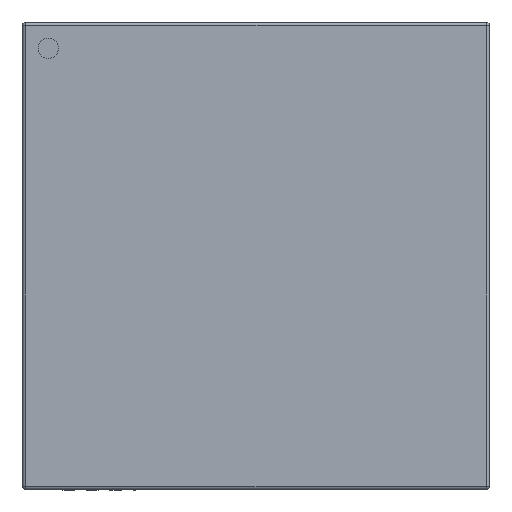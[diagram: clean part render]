
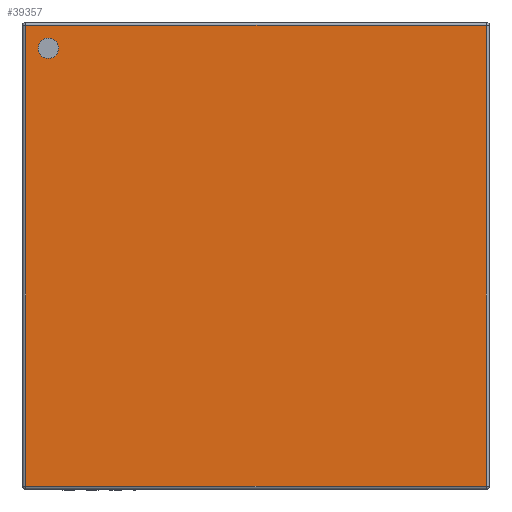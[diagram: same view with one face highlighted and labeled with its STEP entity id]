
A CAD part, top view. The second image highlights one B-rep face of the part: STEP entity #39357.
In plain terms, the highlighted planar face has unit normal (0, 0, 1).
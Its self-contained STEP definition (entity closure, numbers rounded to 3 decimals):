
#8622 = CYLINDRICAL_SURFACE('',#8623,0.05);
#8623 = AXIS2_PLACEMENT_3D('',#8624,#8625,#8626);
#8624 = CARTESIAN_POINT('',(-3.99,3.94,0.83));
#8625 = DIRECTION('',(1.,0.,0.));
#8626 = DIRECTION('',(0.,1.,0.));
#33639 = VERTEX_POINT('',#33640);
#33640 = CARTESIAN_POINT('',(-3.94,3.94,0.88));
#33662 = EDGE_CURVE('',#33639,#33663,#33665,.T.);
#33663 = VERTEX_POINT('',#33664);
#33664 = CARTESIAN_POINT('',(3.94,3.94,0.88));
#33665 = SURFACE_CURVE('',#33666,(#33670,#33677),.PCURVE_S1.);
#33666 = LINE('',#33667,#33668);
#33667 = CARTESIAN_POINT('',(-3.99,3.94,0.88));
#33668 = VECTOR('',#33669,1.);
#33669 = DIRECTION('',(1.,0.,0.));
#33670 = PCURVE('',#8622,#33671);
#33671 = DEFINITIONAL_REPRESENTATION('',(#33672),#33676);
#33672 = LINE('',#33673,#33674);
#33673 = CARTESIAN_POINT('',(1.571,0.));
#33674 = VECTOR('',#33675,1.);
#33675 = DIRECTION('',(0.,1.));
#33676 = ( GEOMETRIC_REPRESENTATION_CONTEXT(2) 
PARAMETRIC_REPRESENTATION_CONTEXT() REPRESENTATION_CONTEXT('2D SPACE',''
  ) );
#33677 = PCURVE('',#33678,#33683);
#33678 = PLANE('',#33679);
#33679 = AXIS2_PLACEMENT_3D('',#33680,#33681,#33682);
#33680 = CARTESIAN_POINT('',(-3.99,-3.99,0.88));
#33681 = DIRECTION('',(0.,0.,1.));
#33682 = DIRECTION('',(1.,0.,0.));
#33683 = DEFINITIONAL_REPRESENTATION('',(#33684),#33688);
#33684 = LINE('',#33685,#33686);
#33685 = CARTESIAN_POINT('',(0.,7.93));
#33686 = VECTOR('',#33687,1.);
#33687 = DIRECTION('',(1.,0.));
#33688 = ( GEOMETRIC_REPRESENTATION_CONTEXT(2) 
PARAMETRIC_REPRESENTATION_CONTEXT() REPRESENTATION_CONTEXT('2D SPACE',''
  ) );
#34237 = CYLINDRICAL_SURFACE('',#34238,0.05);
#34238 = AXIS2_PLACEMENT_3D('',#34239,#34240,#34241);
#34239 = CARTESIAN_POINT('',(-3.94,3.94,0.83));
#34240 = DIRECTION('',(-0.,-1.,-0.));
#34241 = DIRECTION('',(-1.,0.,0.));
#34734 = CYLINDRICAL_SURFACE('',#34735,0.05);
#34735 = AXIS2_PLACEMENT_3D('',#34736,#34737,#34738);
#34736 = CARTESIAN_POINT('',(-3.99,-3.94,0.83));
#34737 = DIRECTION('',(1.,0.,0.));
#34738 = DIRECTION('',(0.,-1.,0.));
#37701 = CYLINDRICAL_SURFACE('',#37702,0.05);
#37702 = AXIS2_PLACEMENT_3D('',#37703,#37704,#37705);
#37703 = CARTESIAN_POINT('',(3.94,-3.94,0.83));
#37704 = DIRECTION('',(0.,1.,0.));
#37705 = DIRECTION('',(0.,0.,1.));
#39357 = ADVANCED_FACE('',(#39358,#39428),#33678,.T.);
#39358 = FACE_BOUND('',#39359,.T.);
#39359 = EDGE_LOOP('',(#39360,#39385,#39406,#39407));
#39360 = ORIENTED_EDGE('',*,*,#39361,.T.);
#39361 = EDGE_CURVE('',#39362,#39364,#39366,.T.);
#39362 = VERTEX_POINT('',#39363);
#39363 = CARTESIAN_POINT('',(-3.94,-3.94,0.88));
#39364 = VERTEX_POINT('',#39365);
#39365 = CARTESIAN_POINT('',(3.94,-3.94,0.88));
#39366 = SURFACE_CURVE('',#39367,(#39371,#39378),.PCURVE_S1.);
#39367 = LINE('',#39368,#39369);
#39368 = CARTESIAN_POINT('',(-3.99,-3.94,0.88));
#39369 = VECTOR('',#39370,1.);
#39370 = DIRECTION('',(1.,0.,0.));
#39371 = PCURVE('',#33678,#39372);
#39372 = DEFINITIONAL_REPRESENTATION('',(#39373),#39377);
#39373 = LINE('',#39374,#39375);
#39374 = CARTESIAN_POINT('',(0.,0.05));
#39375 = VECTOR('',#39376,1.);
#39376 = DIRECTION('',(1.,0.));
#39377 = ( GEOMETRIC_REPRESENTATION_CONTEXT(2) 
PARAMETRIC_REPRESENTATION_CONTEXT() REPRESENTATION_CONTEXT('2D SPACE',''
  ) );
#39378 = PCURVE('',#34734,#39379);
#39379 = DEFINITIONAL_REPRESENTATION('',(#39380),#39384);
#39380 = LINE('',#39381,#39382);
#39381 = CARTESIAN_POINT('',(-1.571,0.));
#39382 = VECTOR('',#39383,1.);
#39383 = DIRECTION('',(-0.,1.));
#39384 = ( GEOMETRIC_REPRESENTATION_CONTEXT(2) 
PARAMETRIC_REPRESENTATION_CONTEXT() REPRESENTATION_CONTEXT('2D SPACE',''
  ) );
#39385 = ORIENTED_EDGE('',*,*,#39386,.T.);
#39386 = EDGE_CURVE('',#39364,#33663,#39387,.T.);
#39387 = SURFACE_CURVE('',#39388,(#39392,#39399),.PCURVE_S1.);
#39388 = LINE('',#39389,#39390);
#39389 = CARTESIAN_POINT('',(3.94,-3.94,0.88));
#39390 = VECTOR('',#39391,1.);
#39391 = DIRECTION('',(0.,1.,0.));
#39392 = PCURVE('',#33678,#39393);
#39393 = DEFINITIONAL_REPRESENTATION('',(#39394),#39398);
#39394 = LINE('',#39395,#39396);
#39395 = CARTESIAN_POINT('',(7.93,0.05));
#39396 = VECTOR('',#39397,1.);
#39397 = DIRECTION('',(0.,1.));
#39398 = ( GEOMETRIC_REPRESENTATION_CONTEXT(2) 
PARAMETRIC_REPRESENTATION_CONTEXT() REPRESENTATION_CONTEXT('2D SPACE',''
  ) );
#39399 = PCURVE('',#37701,#39400);
#39400 = DEFINITIONAL_REPRESENTATION('',(#39401),#39405);
#39401 = LINE('',#39402,#39403);
#39402 = CARTESIAN_POINT('',(0.,0.));
#39403 = VECTOR('',#39404,1.);
#39404 = DIRECTION('',(0.,1.));
#39405 = ( GEOMETRIC_REPRESENTATION_CONTEXT(2) 
PARAMETRIC_REPRESENTATION_CONTEXT() REPRESENTATION_CONTEXT('2D SPACE',''
  ) );
#39406 = ORIENTED_EDGE('',*,*,#33662,.F.);
#39407 = ORIENTED_EDGE('',*,*,#39408,.T.);
#39408 = EDGE_CURVE('',#33639,#39362,#39409,.T.);
#39409 = SURFACE_CURVE('',#39410,(#39414,#39421),.PCURVE_S1.);
#39410 = LINE('',#39411,#39412);
#39411 = CARTESIAN_POINT('',(-3.94,3.94,0.88));
#39412 = VECTOR('',#39413,1.);
#39413 = DIRECTION('',(-0.,-1.,-0.));
#39414 = PCURVE('',#33678,#39415);
#39415 = DEFINITIONAL_REPRESENTATION('',(#39416),#39420);
#39416 = LINE('',#39417,#39418);
#39417 = CARTESIAN_POINT('',(0.05,7.93));
#39418 = VECTOR('',#39419,1.);
#39419 = DIRECTION('',(-0.,-1.));
#39420 = ( GEOMETRIC_REPRESENTATION_CONTEXT(2) 
PARAMETRIC_REPRESENTATION_CONTEXT() REPRESENTATION_CONTEXT('2D SPACE',''
  ) );
#39421 = PCURVE('',#34237,#39422);
#39422 = DEFINITIONAL_REPRESENTATION('',(#39423),#39427);
#39423 = LINE('',#39424,#39425);
#39424 = CARTESIAN_POINT('',(-1.571,0.));
#39425 = VECTOR('',#39426,1.);
#39426 = DIRECTION('',(-0.,1.));
#39427 = ( GEOMETRIC_REPRESENTATION_CONTEXT(2) 
PARAMETRIC_REPRESENTATION_CONTEXT() REPRESENTATION_CONTEXT('2D SPACE',''
  ) );
#39428 = FACE_BOUND('',#39429,.T.);
#39429 = EDGE_LOOP('',(#39430));
#39430 = ORIENTED_EDGE('',*,*,#39431,.F.);
#39431 = EDGE_CURVE('',#39432,#39432,#39434,.T.);
#39432 = VERTEX_POINT('',#39433);
#39433 = CARTESIAN_POINT('',(-3.375,-3.55,0.88));
#39434 = SURFACE_CURVE('',#39435,(#39440,#39447),.PCURVE_S1.);
#39435 = CIRCLE('',#39436,0.175);
#39436 = AXIS2_PLACEMENT_3D('',#39437,#39438,#39439);
#39437 = CARTESIAN_POINT('',(-3.55,-3.55,0.88));
#39438 = DIRECTION('',(0.,0.,1.));
#39439 = DIRECTION('',(1.,0.,0.));
#39440 = PCURVE('',#33678,#39441);
#39441 = DEFINITIONAL_REPRESENTATION('',(#39442),#39446);
#39442 = CIRCLE('',#39443,0.175);
#39443 = AXIS2_PLACEMENT_2D('',#39444,#39445);
#39444 = CARTESIAN_POINT('',(0.44,0.44));
#39445 = DIRECTION('',(1.,0.));
#39446 = ( GEOMETRIC_REPRESENTATION_CONTEXT(2) 
PARAMETRIC_REPRESENTATION_CONTEXT() REPRESENTATION_CONTEXT('2D SPACE',''
  ) );
#39447 = PCURVE('',#39448,#39453);
#39448 = CYLINDRICAL_SURFACE('',#39449,0.175);
#39449 = AXIS2_PLACEMENT_3D('',#39450,#39451,#39452);
#39450 = CARTESIAN_POINT('',(-3.55,-3.55,0.88));
#39451 = DIRECTION('',(-0.,-0.,-1.));
#39452 = DIRECTION('',(1.,0.,0.));
#39453 = DEFINITIONAL_REPRESENTATION('',(#39454),#39458);
#39454 = LINE('',#39455,#39456);
#39455 = CARTESIAN_POINT('',(-0.,0.));
#39456 = VECTOR('',#39457,1.);
#39457 = DIRECTION('',(-1.,0.));
#39458 = ( GEOMETRIC_REPRESENTATION_CONTEXT(2) 
PARAMETRIC_REPRESENTATION_CONTEXT() REPRESENTATION_CONTEXT('2D SPACE',''
  ) );
